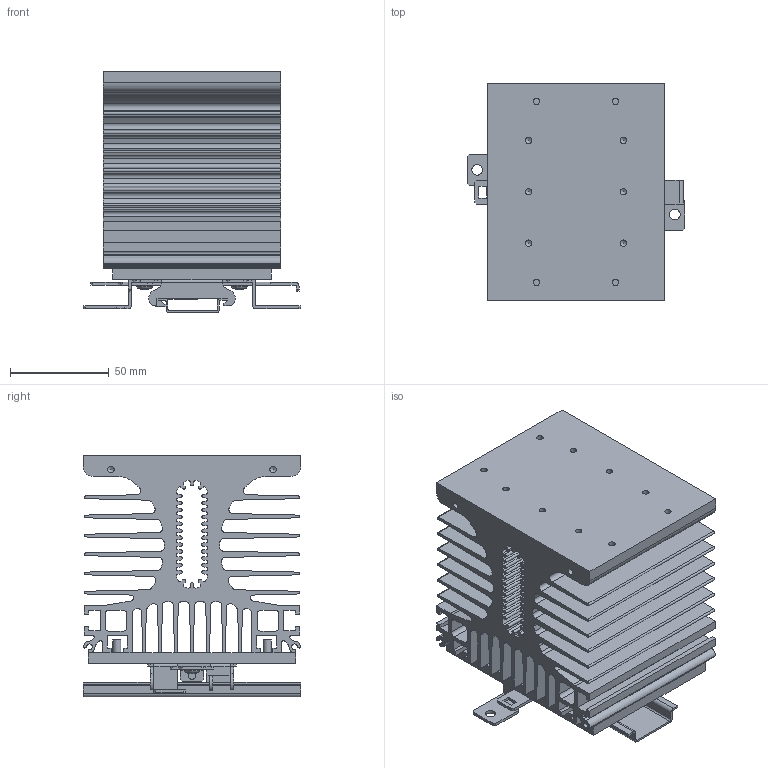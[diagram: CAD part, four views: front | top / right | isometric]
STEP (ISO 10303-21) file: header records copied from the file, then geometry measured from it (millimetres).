
FILE_DESCRIPTION(/* description */ (''),/* implementation_level */ '2;1');
FILE_NAME(/* name */ '3d_HSBXH3.stp',/* time_stamp */ '2023-11-29T08:04:24+01:00',/* author */ (''),/* organization */ (''),/* preprocessor_version */ 'ST-DEVELOPER v16.7',/* originating_system */ 'SIEMENS PLM Software NX 12.0',/* authorisation */ '');
FILE_SCHEMA (('AUTOMOTIVE_DESIGN { 1 0 10303 214 3 1 1 1 }'));
Length unit declared in the file: millimetre
Products named in the file (1): Rugg1318F122vghd
Bounding box: 110 x 110 x 122.3 mm (x, y, z)
Surface area: 239057.1 mm2 (no closed solid volume)
Topology: 0 solids, 6 shells, 701 faces, 2379 edges, 1607 vertices
Faces by surface type: plane 389, cylinder 259, cone 41, torus 10, sphere 2
Full cylindrical faces by diameter (mm): 3.242 x16, 4 x5, 4.3 x4, 4.917 x1, 5.3 x2
Entity records: 26263 total; most frequent: CARTESIAN_POINT 5517, DIRECTION 4284, ORIENTED_EDGE 4275, EDGE_CURVE 2302, VERTEX_POINT 1583, LINE 1542, VECTOR 1542, AXIS2_PLACEMENT_3D 1371
